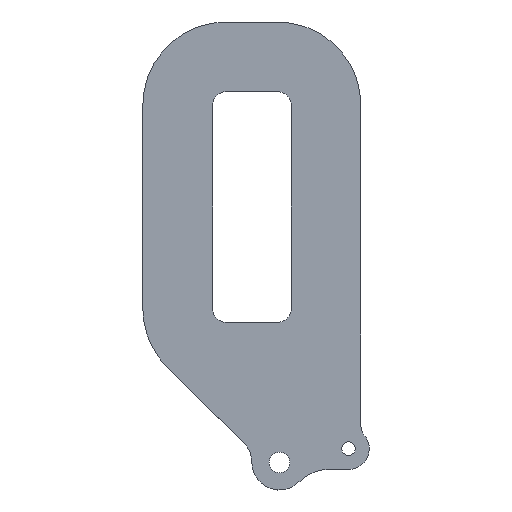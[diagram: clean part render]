
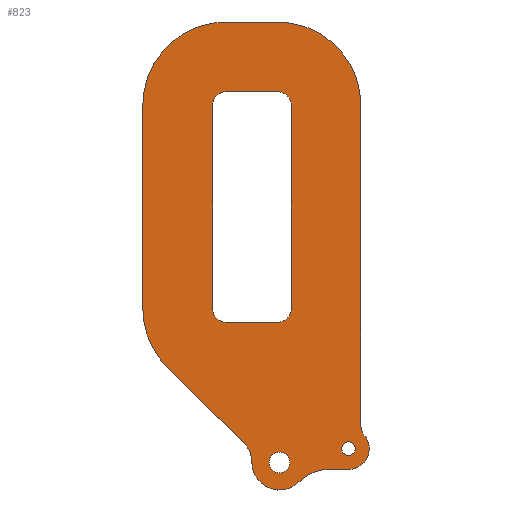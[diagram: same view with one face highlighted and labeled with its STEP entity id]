
A CAD part, top view. The second image highlights one B-rep face of the part: STEP entity #823.
In plain terms, the highlighted planar face has unit normal (0, 0, 1).
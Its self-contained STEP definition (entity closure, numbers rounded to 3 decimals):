
#52 = VERTEX_POINT('',#53);
#53 = CARTESIAN_POINT('',(-6.186,-11.569,0.62));
#59 = EDGE_CURVE('',#52,#60,#62,.T.);
#60 = VERTEX_POINT('',#61);
#61 = CARTESIAN_POINT('',(-0.605,-17.067,0.62));
#62 = LINE('',#63,#64);
#63 = CARTESIAN_POINT('',(-6.186,-11.569,0.62));
#64 = VECTOR('',#65,1.);
#65 = DIRECTION('',(0.712,-0.702,0.));
#90 = EDGE_CURVE('',#60,#91,#93,.T.);
#91 = VERTEX_POINT('',#92);
#92 = CARTESIAN_POINT('',(0.,-18.5,0.62));
#93 = CIRCLE('',#94,2.004);
#94 = AXIS2_PLACEMENT_3D('',#95,#96,#97);
#95 = CARTESIAN_POINT('',(-2.004,-18.502,0.62));
#96 = DIRECTION('',(0.,0.,-1.));
#97 = DIRECTION('',(0.698,0.716,0.));
#123 = EDGE_CURVE('',#91,#124,#126,.T.);
#124 = VERTEX_POINT('',#125);
#125 = CARTESIAN_POINT('',(3.414,-19.914,0.62));
#126 = CIRCLE('',#127,2.);
#127 = AXIS2_PLACEMENT_3D('',#128,#129,#130);
#128 = CARTESIAN_POINT('',(2.,-18.5,0.62));
#129 = DIRECTION('',(0.,0.,1.));
#130 = DIRECTION('',(-1.,0.,-0.));
#156 = EDGE_CURVE('',#124,#157,#159,.T.);
#157 = VERTEX_POINT('',#158);
#158 = CARTESIAN_POINT('',(5.621,-19.,0.62));
#159 = CIRCLE('',#160,3.129);
#160 = AXIS2_PLACEMENT_3D('',#161,#162,#163);
#161 = CARTESIAN_POINT('',(5.624,-22.129,0.62));
#162 = DIRECTION('',(0.,0.,-1.));
#163 = DIRECTION('',(-0.706,0.708,0.));
#189 = EDGE_CURVE('',#157,#190,#192,.T.);
#190 = VERTEX_POINT('',#191);
#191 = CARTESIAN_POINT('',(7.,-19.,0.62));
#192 = LINE('',#193,#194);
#193 = CARTESIAN_POINT('',(5.621,-19.,0.62));
#194 = VECTOR('',#195,1.);
#195 = DIRECTION('',(1.,0.,0.));
#220 = EDGE_CURVE('',#190,#221,#223,.T.);
#221 = VERTEX_POINT('',#222);
#222 = CARTESIAN_POINT('',(8.2,-16.6,0.62));
#223 = CIRCLE('',#224,1.5);
#224 = AXIS2_PLACEMENT_3D('',#225,#226,#227);
#225 = CARTESIAN_POINT('',(7.001,-17.5,0.62));
#226 = DIRECTION('',(0.,0.,1.));
#227 = DIRECTION('',(0.,-1.,0.));
#253 = EDGE_CURVE('',#221,#254,#256,.T.);
#254 = VERTEX_POINT('',#255);
#255 = CARTESIAN_POINT('',(7.9,-15.876,0.62));
#256 = CIRCLE('',#257,1.023);
#257 = AXIS2_PLACEMENT_3D('',#258,#259,#260);
#258 = CARTESIAN_POINT('',(8.923,-15.876,0.62));
#259 = DIRECTION('',(0.,0.,-1.));
#260 = DIRECTION('',(-0.707,-0.707,-0.));
#286 = EDGE_CURVE('',#254,#287,#289,.T.);
#287 = VERTEX_POINT('',#288);
#288 = CARTESIAN_POINT('',(7.9,7.35,0.62));
#289 = LINE('',#290,#291);
#290 = CARTESIAN_POINT('',(7.9,-15.876,0.62));
#291 = VECTOR('',#292,1.);
#292 = DIRECTION('',(0.,1.,0.));
#317 = EDGE_CURVE('',#287,#318,#320,.T.);
#318 = VERTEX_POINT('',#319);
#319 = CARTESIAN_POINT('',(1.85,13.4,0.62));
#320 = CIRCLE('',#321,6.05);
#321 = AXIS2_PLACEMENT_3D('',#322,#323,#324);
#322 = CARTESIAN_POINT('',(1.85,7.35,0.62));
#323 = DIRECTION('',(0.,0.,1.));
#324 = DIRECTION('',(1.,0.,0.));
#350 = EDGE_CURVE('',#318,#351,#353,.T.);
#351 = VERTEX_POINT('',#352);
#352 = CARTESIAN_POINT('',(-1.85,13.4,0.62));
#353 = LINE('',#354,#355);
#354 = CARTESIAN_POINT('',(1.85,13.4,0.62));
#355 = VECTOR('',#356,1.);
#356 = DIRECTION('',(-1.,0.,0.));
#381 = EDGE_CURVE('',#351,#382,#384,.T.);
#382 = VERTEX_POINT('',#383);
#383 = CARTESIAN_POINT('',(-7.9,7.35,0.62));
#384 = CIRCLE('',#385,6.05);
#385 = AXIS2_PLACEMENT_3D('',#386,#387,#388);
#386 = CARTESIAN_POINT('',(-1.85,7.35,0.62));
#387 = DIRECTION('',(0.,0.,1.));
#388 = DIRECTION('',(0.,1.,-0.));
#414 = EDGE_CURVE('',#382,#415,#417,.T.);
#415 = VERTEX_POINT('',#416);
#416 = CARTESIAN_POINT('',(-7.9,-7.35,0.62));
#417 = LINE('',#418,#419);
#418 = CARTESIAN_POINT('',(-7.9,7.35,0.62));
#419 = VECTOR('',#420,1.);
#420 = DIRECTION('',(0.,-1.,0.));
#445 = EDGE_CURVE('',#415,#52,#446,.T.);
#446 = CIRCLE('',#447,6.051);
#447 = AXIS2_PLACEMENT_3D('',#448,#449,#450);
#448 = CARTESIAN_POINT('',(-1.849,-7.349,0.62));
#449 = DIRECTION('',(0.,0.,1.));
#450 = DIRECTION('',(-1.,0.,0.));
#471 = VERTEX_POINT('',#472);
#472 = CARTESIAN_POINT('',(-2.85,7.35,0.62));
#478 = EDGE_CURVE('',#471,#479,#481,.T.);
#479 = VERTEX_POINT('',#480);
#480 = CARTESIAN_POINT('',(-2.85,-7.35,0.62));
#481 = LINE('',#482,#483);
#482 = CARTESIAN_POINT('',(-2.85,7.35,0.62));
#483 = VECTOR('',#484,1.);
#484 = DIRECTION('',(0.,-1.,0.));
#511 = VERTEX_POINT('',#512);
#512 = CARTESIAN_POINT('',(-1.85,8.35,0.62));
#518 = EDGE_CURVE('',#511,#471,#519,.T.);
#519 = CIRCLE('',#520,1.);
#520 = AXIS2_PLACEMENT_3D('',#521,#522,#523);
#521 = CARTESIAN_POINT('',(-1.85,7.35,0.62));
#522 = DIRECTION('',(0.,0.,1.));
#523 = DIRECTION('',(0.,1.,0.));
#544 = VERTEX_POINT('',#545);
#545 = CARTESIAN_POINT('',(1.85,8.35,0.62));
#551 = EDGE_CURVE('',#544,#511,#552,.T.);
#552 = LINE('',#553,#554);
#553 = CARTESIAN_POINT('',(1.85,8.35,0.62));
#554 = VECTOR('',#555,1.);
#555 = DIRECTION('',(-1.,0.,0.));
#575 = VERTEX_POINT('',#576);
#576 = CARTESIAN_POINT('',(2.85,7.35,0.62));
#582 = EDGE_CURVE('',#575,#544,#583,.T.);
#583 = CIRCLE('',#584,1.);
#584 = AXIS2_PLACEMENT_3D('',#585,#586,#587);
#585 = CARTESIAN_POINT('',(1.85,7.35,0.62));
#586 = DIRECTION('',(0.,0.,1.));
#587 = DIRECTION('',(1.,0.,-0.));
#608 = VERTEX_POINT('',#609);
#609 = CARTESIAN_POINT('',(2.85,-7.35,0.62));
#615 = EDGE_CURVE('',#608,#575,#616,.T.);
#616 = LINE('',#617,#618);
#617 = CARTESIAN_POINT('',(2.85,-7.35,0.62));
#618 = VECTOR('',#619,1.);
#619 = DIRECTION('',(0.,1.,0.));
#639 = VERTEX_POINT('',#640);
#640 = CARTESIAN_POINT('',(1.85,-8.35,0.62));
#646 = EDGE_CURVE('',#639,#608,#647,.T.);
#647 = CIRCLE('',#648,1.);
#648 = AXIS2_PLACEMENT_3D('',#649,#650,#651);
#649 = CARTESIAN_POINT('',(1.85,-7.35,0.62));
#650 = DIRECTION('',(0.,0.,1.));
#651 = DIRECTION('',(0.,-1.,0.));
#672 = VERTEX_POINT('',#673);
#673 = CARTESIAN_POINT('',(-1.85,-8.35,0.62));
#679 = EDGE_CURVE('',#672,#639,#680,.T.);
#680 = LINE('',#681,#682);
#681 = CARTESIAN_POINT('',(-1.85,-8.35,0.62));
#682 = VECTOR('',#683,1.);
#683 = DIRECTION('',(1.,0.,0.));
#701 = EDGE_CURVE('',#479,#672,#702,.T.);
#702 = CIRCLE('',#703,1.);
#703 = AXIS2_PLACEMENT_3D('',#704,#705,#706);
#704 = CARTESIAN_POINT('',(-1.85,-7.35,0.62));
#705 = DIRECTION('',(0.,0.,1.));
#706 = DIRECTION('',(-1.,0.,0.));
#727 = VERTEX_POINT('',#728);
#728 = CARTESIAN_POINT('',(2.75,-18.5,0.62));
#734 = EDGE_CURVE('',#727,#727,#735,.T.);
#735 = CIRCLE('',#736,0.75);
#736 = AXIS2_PLACEMENT_3D('',#737,#738,#739);
#737 = CARTESIAN_POINT('',(2.,-18.5,0.62));
#738 = DIRECTION('',(0.,0.,1.));
#739 = DIRECTION('',(1.,0.,-0.));
#760 = VERTEX_POINT('',#761);
#761 = CARTESIAN_POINT('',(7.5,-17.5,0.62));
#767 = EDGE_CURVE('',#760,#760,#768,.T.);
#768 = CIRCLE('',#769,0.5);
#769 = AXIS2_PLACEMENT_3D('',#770,#771,#772);
#770 = CARTESIAN_POINT('',(7.,-17.5,0.62));
#771 = DIRECTION('',(0.,0.,1.));
#772 = DIRECTION('',(1.,0.,-0.));
#823 = ADVANCED_FACE('',(#824,#839,#849,#852),#855,.T.);
#824 = FACE_BOUND('',#825,.T.);
#825 = EDGE_LOOP('',(#826,#827,#828,#829,#830,#831,#832,#833,#834,#835,
    #836,#837,#838));
#826 = ORIENTED_EDGE('',*,*,#59,.T.);
#827 = ORIENTED_EDGE('',*,*,#90,.T.);
#828 = ORIENTED_EDGE('',*,*,#123,.T.);
#829 = ORIENTED_EDGE('',*,*,#156,.T.);
#830 = ORIENTED_EDGE('',*,*,#189,.T.);
#831 = ORIENTED_EDGE('',*,*,#220,.T.);
#832 = ORIENTED_EDGE('',*,*,#253,.T.);
#833 = ORIENTED_EDGE('',*,*,#286,.T.);
#834 = ORIENTED_EDGE('',*,*,#317,.T.);
#835 = ORIENTED_EDGE('',*,*,#350,.T.);
#836 = ORIENTED_EDGE('',*,*,#381,.T.);
#837 = ORIENTED_EDGE('',*,*,#414,.T.);
#838 = ORIENTED_EDGE('',*,*,#445,.T.);
#839 = FACE_BOUND('',#840,.T.);
#840 = EDGE_LOOP('',(#841,#842,#843,#844,#845,#846,#847,#848));
#841 = ORIENTED_EDGE('',*,*,#478,.F.);
#842 = ORIENTED_EDGE('',*,*,#518,.F.);
#843 = ORIENTED_EDGE('',*,*,#551,.F.);
#844 = ORIENTED_EDGE('',*,*,#582,.F.);
#845 = ORIENTED_EDGE('',*,*,#615,.F.);
#846 = ORIENTED_EDGE('',*,*,#646,.F.);
#847 = ORIENTED_EDGE('',*,*,#679,.F.);
#848 = ORIENTED_EDGE('',*,*,#701,.F.);
#849 = FACE_BOUND('',#850,.T.);
#850 = EDGE_LOOP('',(#851));
#851 = ORIENTED_EDGE('',*,*,#734,.F.);
#852 = FACE_BOUND('',#853,.T.);
#853 = EDGE_LOOP('',(#854));
#854 = ORIENTED_EDGE('',*,*,#767,.F.);
#855 = PLANE('',#856);
#856 = AXIS2_PLACEMENT_3D('',#857,#858,#859);
#857 = CARTESIAN_POINT('',(0.749,-3.01,0.62));
#858 = DIRECTION('',(0.,0.,1.));
#859 = DIRECTION('',(1.,0.,-0.));
